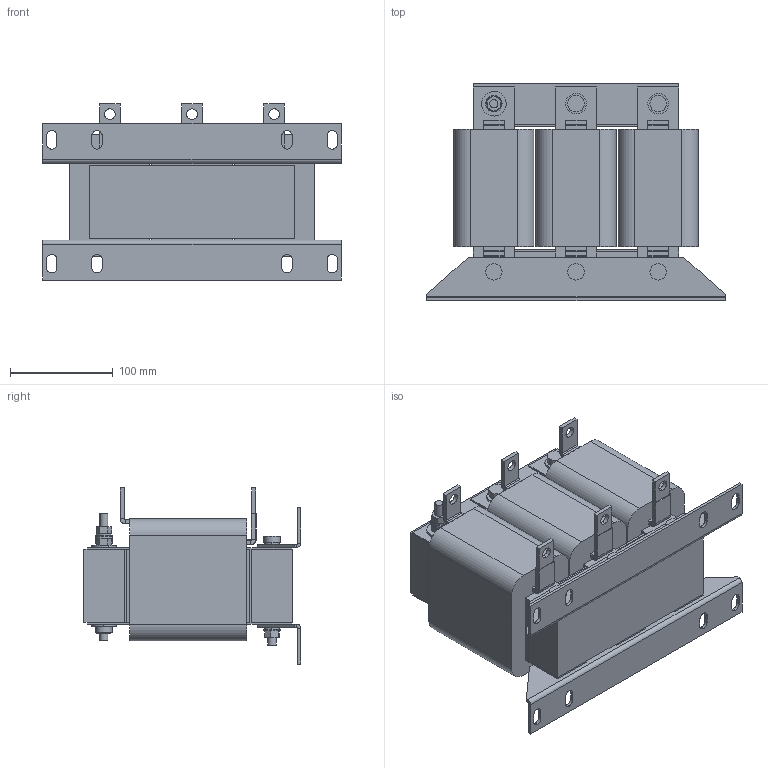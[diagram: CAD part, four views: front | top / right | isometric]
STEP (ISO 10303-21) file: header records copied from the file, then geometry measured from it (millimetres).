
FILE_DESCRIPTION (( 'STEP AP214' ), '1' );
FILE_NAME ('323933.STEP', '2020-12-17T09:18:56', ( '' ), ( '' ), 'SwSTEP 2.0', 'SolidWorks 2018', '' );
FILE_SCHEMA (( 'AUTOMOTIVE_DESIGN' ));
Length unit declared in the file: millimetre
Products named in the file (1): 323933
Bounding box: 291 x 211.7 x 171.5 mm (x, y, z)
Volume: 4550141.4 mm3; surface area: 345960.5 mm2
Topology: 1 solids, 1 shells, 486 faces, 1186 edges, 742 vertices
Faces by surface type: plane 322, cylinder 152, torus 12
Entity records: 14202 total; most frequent: DIRECTION 2486, CARTESIAN_POINT 2415, ORIENTED_EDGE 2372, EDGE_CURVE 1186, LINE 860, VECTOR 860, AXIS2_PLACEMENT_3D 813, VERTEX_POINT 742
